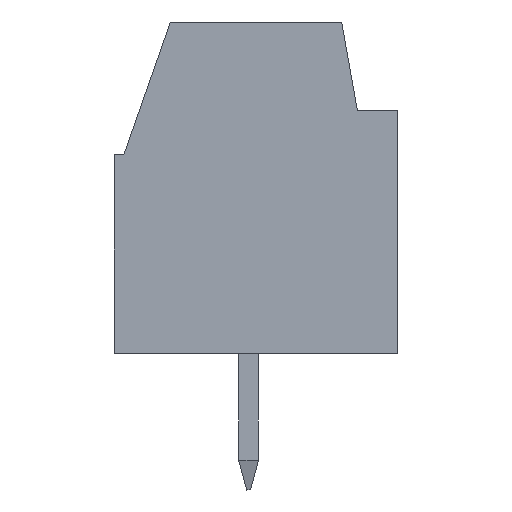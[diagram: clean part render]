
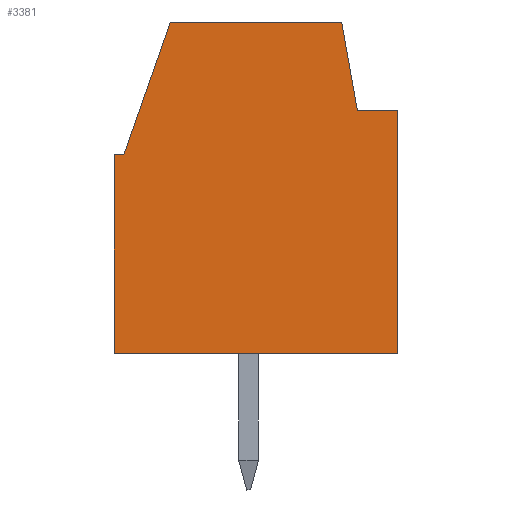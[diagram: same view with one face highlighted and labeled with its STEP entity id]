
A CAD part, left-side view. The second image highlights one B-rep face of the part: STEP entity #3381.
In plain terms, the highlighted planar face has unit normal (-1, 0, 0).
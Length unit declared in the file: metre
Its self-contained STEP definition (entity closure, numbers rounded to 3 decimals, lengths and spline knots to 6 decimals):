
#408=ORIENTED_EDGE('',*,*,#1160,.F.);
#409=ORIENTED_EDGE('',*,*,#1161,.F.);
#410=ORIENTED_EDGE('',*,*,#1162,.F.);
#411=ORIENTED_EDGE('',*,*,#1163,.F.);
#412=ORIENTED_EDGE('',*,*,#1164,.F.);
#413=ORIENTED_EDGE('',*,*,#1165,.F.);
#414=ORIENTED_EDGE('',*,*,#1003,.F.);
#415=ORIENTED_EDGE('',*,*,#1166,.F.);
#1003=EDGE_CURVE('',#1459,#1456,#1747,.T.);
#1160=EDGE_CURVE('',#1552,#1553,#1904,.T.);
#1161=EDGE_CURVE('',#1554,#1552,#1905,.T.);
#1162=EDGE_CURVE('',#1555,#1554,#1906,.T.);
#1163=EDGE_CURVE('',#1556,#1555,#1907,.T.);
#1164=EDGE_CURVE('',#1557,#1556,#1908,.T.);
#1165=EDGE_CURVE('',#1456,#1557,#1909,.T.);
#1166=EDGE_CURVE('',#1553,#1459,#1910,.T.);
#1456=VERTEX_POINT('',#5076);
#1459=VERTEX_POINT('',#5081);
#1552=VERTEX_POINT('',#5404);
#1553=VERTEX_POINT('',#5405);
#1554=VERTEX_POINT('',#5407);
#1555=VERTEX_POINT('',#5409);
#1556=VERTEX_POINT('',#5411);
#1557=VERTEX_POINT('',#5413);
#1747=LINE('',#5082,#2155);
#1904=LINE('',#5403,#2312);
#1905=LINE('',#5406,#2313);
#1906=LINE('',#5408,#2314);
#1907=LINE('',#5410,#2315);
#1908=LINE('',#5412,#2316);
#1909=LINE('',#5414,#2317);
#1910=LINE('',#5415,#2318);
#2155=VECTOR('',#4151,1.);
#2312=VECTOR('',#4452,1.);
#2313=VECTOR('',#4453,1.);
#2314=VECTOR('',#4454,1.);
#2315=VECTOR('',#4455,1.);
#2316=VECTOR('',#4456,1.);
#2317=VECTOR('',#4457,1.);
#2318=VECTOR('',#4458,1.);
#2637=EDGE_LOOP('',(#408,#409,#410,#411,#412,#413,#414,#415));
#2887=FACE_BOUND('',#2637,.T.);
#3129=PLANE('',#3953);
#3381=ADVANCED_FACE('',(#2887),#3129,.F.);
#3953=AXIS2_PLACEMENT_3D('',#5402,#4450,#4451);
#4151=DIRECTION('',(0.,0.,1.));
#4450=DIRECTION('',(1.,0.,0.));
#4451=DIRECTION('',(0.,0.,1.));
#4452=DIRECTION('',(0.,0.,-1.));
#4453=DIRECTION('',(0.,-1.,0.));
#4454=DIRECTION('',(0.,-0.176,-0.984));
#4455=DIRECTION('',(0.,-1.,0.));
#4456=DIRECTION('',(0.,-0.33,0.944));
#4457=DIRECTION('',(0.,-1.,0.));
#4458=DIRECTION('',(0.,1.,0.));
#5076=CARTESIAN_POINT('',(-0.01397,0.003645,0.005105));
#5081=CARTESIAN_POINT('',(-0.01397,0.003645,0.));
#5082=CARTESIAN_POINT('',(-0.01397,0.003645,0.));
#5402=CARTESIAN_POINT('',(-0.01397,0.,0.));
#5403=CARTESIAN_POINT('',(-0.01397,-0.003645,0.006248));
#5404=CARTESIAN_POINT('',(-0.01397,-0.003645,0.006248));
#5405=CARTESIAN_POINT('',(-0.01397,-0.003645,0.));
#5406=CARTESIAN_POINT('',(-0.01397,-0.002604,0.006248));
#5407=CARTESIAN_POINT('',(-0.01397,-0.002604,0.006248));
#5408=CARTESIAN_POINT('',(-0.01397,-0.0022,0.008509));
#5409=CARTESIAN_POINT('',(-0.01397,-0.0022,0.008509));
#5410=CARTESIAN_POINT('',(-0.01397,0.0022,0.008509));
#5411=CARTESIAN_POINT('',(-0.01397,0.0022,0.008509));
#5412=CARTESIAN_POINT('',(-0.01397,0.003391,0.005105));
#5413=CARTESIAN_POINT('',(-0.01397,0.003391,0.005105));
#5414=CARTESIAN_POINT('',(-0.01397,0.003645,0.005105));
#5415=CARTESIAN_POINT('',(-0.01397,-0.003645,0.));
